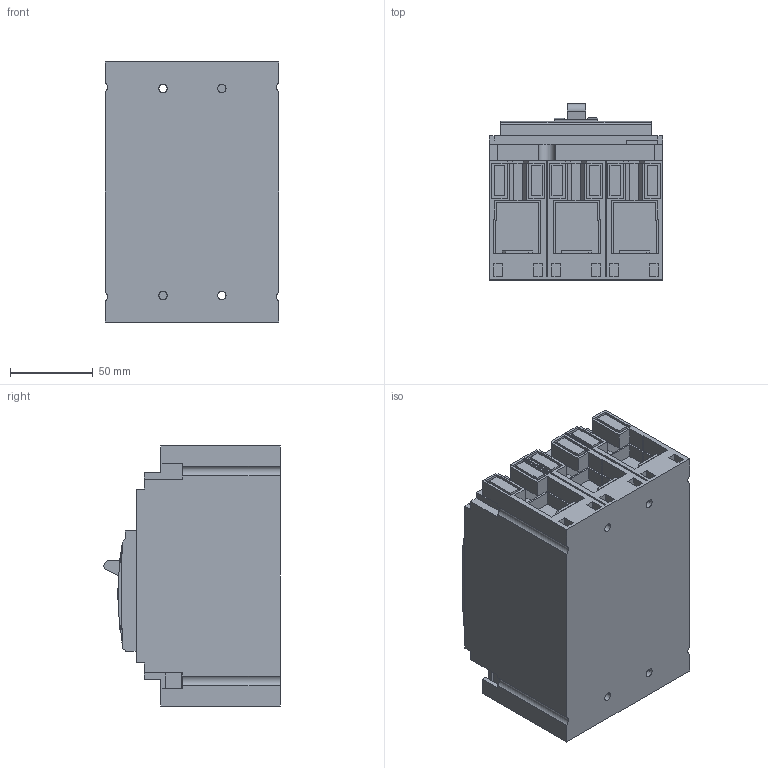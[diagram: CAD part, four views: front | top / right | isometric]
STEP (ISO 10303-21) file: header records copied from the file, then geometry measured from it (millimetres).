
FILE_DESCRIPTION((''),'2;1');
FILE_NAME('0','2021-07-04T18:55:52',('芝'),(''),'CREO PARAMETRIC BY PTC INC, 2019080','CREO PARAMETRIC BY PTC INC, 2019080','');
FILE_SCHEMA(('CONFIG_CONTROL_DESIGN'));
Length unit declared in the file: millimetre
Products named in the file (1): 0
Bounding box: 105 x 106.55 x 157 mm (x, y, z)
Volume: 1254156.3 mm3; surface area: 138685.8 mm2
Topology: 1 solids, 2 shells, 1024 faces, 2809 edges, 1839 vertices
Faces by surface type: plane 816, cylinder 105, extrusion 103
Entity records: 32555 total; most frequent: CARTESIAN_POINT 6970, ORIENTED_EDGE 5618, DIRECTION 4614, EDGE_CURVE 2809, VECTOR 2292, LINE 2189, VERTEX_POINT 1851, AXIS2_PLACEMENT_3D 1161
